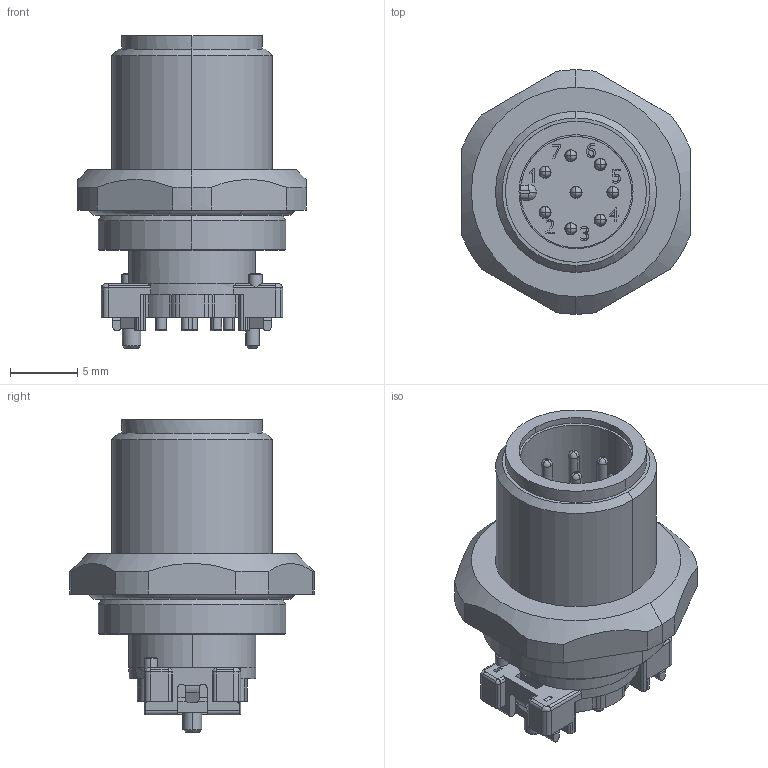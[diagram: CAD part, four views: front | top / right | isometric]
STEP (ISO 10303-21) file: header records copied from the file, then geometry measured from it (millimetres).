
FILE_DESCRIPTION(('CATIA V5R24 STEP','CAx-IF Rec.Pracs.--- Model Styling and Organization---1.2---2011-12-15'),'2;1');
FILE_NAME ('D1461874_0_2423260000_2423260000.stp','2017-08-29T12:14:24+00:00',('none'),('Weidmueller'),'CATIA Version 5-6 Release 2014 SP4 HF52','CATIA V5 STEP AP214','none');
FILE_SCHEMA(('AUTOMOTIVE_DESIGN { 1 0 10303 214 1 1 1 1 }'));
Length unit declared in the file: millimetre
Products named in the file (1): 2423260000
Bounding box: 17 x 18.2 x 23.3 mm (x, y, z)
Volume: 2194 mm3; surface area: 3351.9 mm2
Topology: 4 solids, 4 shells, 640 faces, 1817 edges, 1207 vertices
Faces by surface type: cylinder 253, plane 219, bspline 80, sphere 36, torus 24, cone 20, extrusion 8
Entity records: 22433 total; most frequent: CARTESIAN_POINT 7283, ORIENTED_EDGE 3562, DIRECTION 2320, EDGE_CURVE 1781, VERTEX_POINT 1207, AXIS2_PLACEMENT_3D 1070, VECTOR 723, LINE 715
